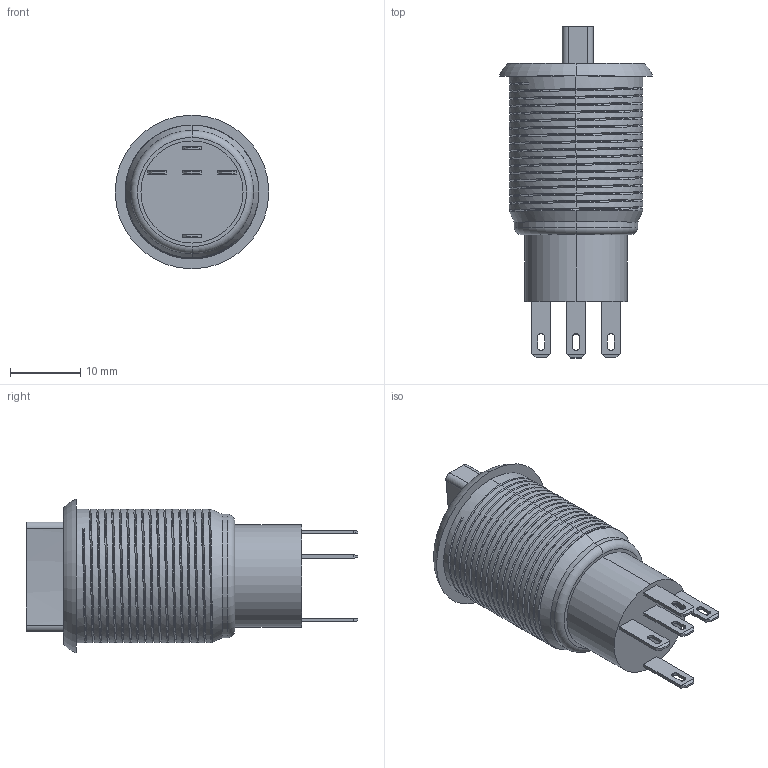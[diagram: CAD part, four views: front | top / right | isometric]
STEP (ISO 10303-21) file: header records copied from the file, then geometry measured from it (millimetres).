
FILE_DESCRIPTION (( 'STEP AP214' ), '1' );
FILE_NAME ('Switch_19mm_Blue.STEP', '2020-07-05T07:58:48', ( '' ), ( '' ), 'SwSTEP 2.0', 'SolidWorks 2018', '' );
FILE_SCHEMA (( 'AUTOMOTIVE_DESIGN' ));
Length unit declared in the file: millimetre
Products named in the file (1): Switch_19mm_Blue
Bounding box: 21.8 x 47.1 x 21.8 mm (x, y, z)
Volume: 8460 mm3; surface area: 3289.7 mm2
Topology: 1 solids, 1 shells, 171 faces, 465 edges, 306 vertices
Faces by surface type: plane 86, cylinder 68, torus 12, cone 3, bspline 2
Entity records: 9207 total; most frequent: CARTESIAN_POINT 3116, ORIENTED_EDGE 930, DIRECTION 830, EDGE_CURVE 465, VERTEX_POINT 306, LINE 288, VECTOR 288, AXIS2_PLACEMENT_3D 271
